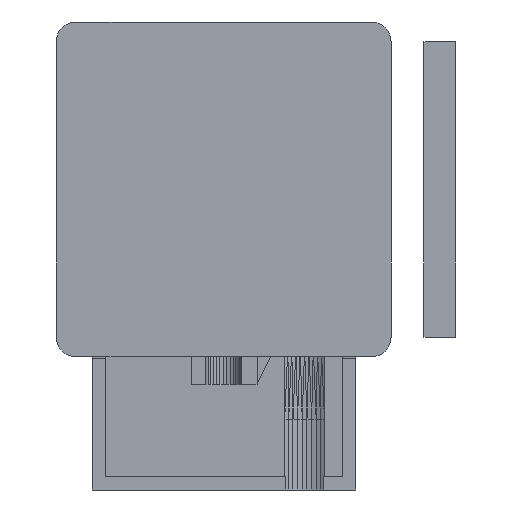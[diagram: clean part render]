
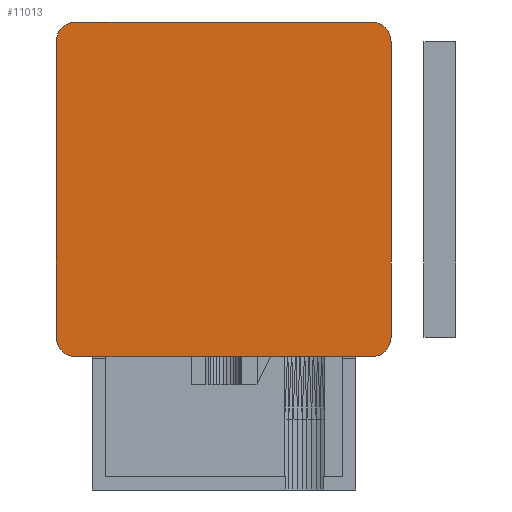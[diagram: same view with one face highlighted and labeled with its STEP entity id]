
A CAD part, front view. The second image highlights one B-rep face of the part: STEP entity #11013.
In plain terms, the highlighted planar face has unit normal (0, -1, 0).
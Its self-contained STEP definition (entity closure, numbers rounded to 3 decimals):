
#687=FACE_OUTER_BOUND('',#1338,.T.);
#1338=EDGE_LOOP('',(#7281,#7282,#7283,#7284,#7285,#7286,#7287,#7288));
#2030=CIRCLE('',#11738,3.);
#2031=CIRCLE('',#11741,3.);
#2032=CIRCLE('',#11744,3.);
#2033=CIRCLE('',#11745,3.);
#2039=LINE('',#14425,#3299);
#2043=LINE('',#14434,#3303);
#2050=LINE('',#14450,#3310);
#2051=LINE('',#14455,#3311);
#3299=VECTOR('',#12221,10.);
#3303=VECTOR('',#12231,10.);
#3310=VECTOR('',#12244,10.);
#3311=VECTOR('',#12249,10.);
#4562=VERTEX_POINT('',#14422);
#4563=VERTEX_POINT('',#14424);
#4564=VERTEX_POINT('',#14428);
#4565=VERTEX_POINT('',#14432);
#4570=VERTEX_POINT('',#14444);
#4571=VERTEX_POINT('',#14448);
#4572=VERTEX_POINT('',#14452);
#4573=VERTEX_POINT('',#14454);
#5606=EDGE_CURVE('',#4562,#4563,#2039,.T.);
#5609=EDGE_CURVE('',#4564,#4562,#2030,.T.);
#5611=EDGE_CURVE('',#4565,#4564,#2043,.T.);
#5617=EDGE_CURVE('',#4570,#4565,#2031,.T.);
#5619=EDGE_CURVE('',#4571,#4570,#2050,.T.);
#5620=EDGE_CURVE('',#4572,#4571,#2032,.T.);
#5621=EDGE_CURVE('',#4573,#4572,#2051,.T.);
#5622=EDGE_CURVE('',#4563,#4573,#2033,.T.);
#7281=ORIENTED_EDGE('',*,*,#5619,.F.);
#7282=ORIENTED_EDGE('',*,*,#5620,.F.);
#7283=ORIENTED_EDGE('',*,*,#5621,.F.);
#7284=ORIENTED_EDGE('',*,*,#5622,.F.);
#7285=ORIENTED_EDGE('',*,*,#5606,.F.);
#7286=ORIENTED_EDGE('',*,*,#5609,.F.);
#7287=ORIENTED_EDGE('',*,*,#5611,.F.);
#7288=ORIENTED_EDGE('',*,*,#5617,.F.);
#10557=PLANE('',#11743);
#11013=ADVANCED_FACE('',(#687),#10557,.F.);
#11738=AXIS2_PLACEMENT_3D('',#14430,#12226,#12227);
#11741=AXIS2_PLACEMENT_3D('',#14446,#12239,#12240);
#11743=AXIS2_PLACEMENT_3D('',#14451,#12245,#12246);
#11744=AXIS2_PLACEMENT_3D('',#14453,#12247,#12248);
#11745=AXIS2_PLACEMENT_3D('',#14456,#12250,#12251);
#12221=DIRECTION('',(0.,0.,1.));
#12226=DIRECTION('center_axis',(0.,1.,0.));
#12227=DIRECTION('ref_axis',(-0.707,0.,-0.707));
#12231=DIRECTION('',(-1.,0.,0.));
#12239=DIRECTION('center_axis',(0.,1.,0.));
#12240=DIRECTION('ref_axis',(0.707,0.,-0.707));
#12244=DIRECTION('',(0.,0.,-1.));
#12245=DIRECTION('center_axis',(0.,1.,0.));
#12246=DIRECTION('ref_axis',(0.,0.,1.));
#12247=DIRECTION('center_axis',(0.,1.,0.));
#12248=DIRECTION('ref_axis',(0.707,0.,0.707));
#12249=DIRECTION('',(1.,0.,0.));
#12250=DIRECTION('center_axis',(0.,1.,0.));
#12251=DIRECTION('ref_axis',(-0.707,0.,0.707));
#14422=CARTESIAN_POINT('',(0.,-7.506,-22.4));
#14424=CARTESIAN_POINT('',(0.,-7.506,22.4));
#14425=CARTESIAN_POINT('',(0.,-7.506,-9.843));
#14428=CARTESIAN_POINT('',(3.,-7.506,-25.4));
#14430=CARTESIAN_POINT('Origin',(3.,-7.506,-22.4));
#14432=CARTESIAN_POINT('',(47.8,-7.506,-25.4));
#14434=CARTESIAN_POINT('',(0.,-7.506,-25.4));
#14444=CARTESIAN_POINT('',(50.8,-7.506,-22.4));
#14446=CARTESIAN_POINT('Origin',(47.8,-7.506,-22.4));
#14448=CARTESIAN_POINT('',(50.8,-7.506,22.4));
#14450=CARTESIAN_POINT('',(50.8,-7.506,0.));
#14451=CARTESIAN_POINT('Origin',(0.,-7.506,0.));
#14452=CARTESIAN_POINT('',(47.8,-7.506,25.4));
#14453=CARTESIAN_POINT('Origin',(47.8,-7.506,22.4));
#14454=CARTESIAN_POINT('',(3.,-7.506,25.4));
#14455=CARTESIAN_POINT('',(0.,-7.506,25.4));
#14456=CARTESIAN_POINT('Origin',(3.,-7.506,22.4));
